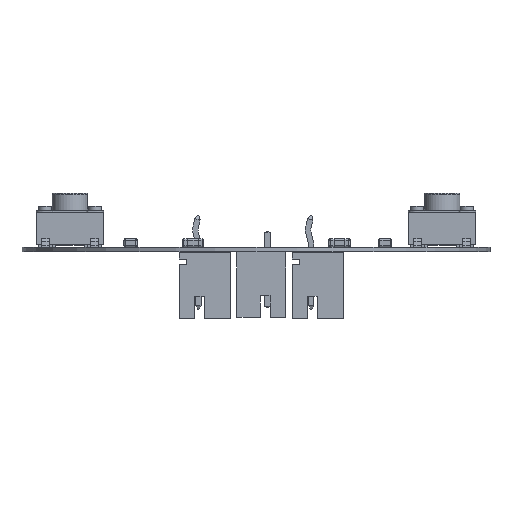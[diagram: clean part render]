
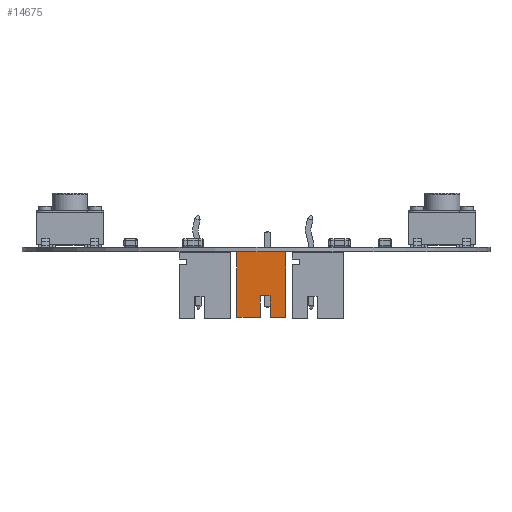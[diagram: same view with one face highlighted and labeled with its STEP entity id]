
A CAD part, front view. The second image highlights one B-rep face of the part: STEP entity #14675.
In plain terms, the highlighted face is planar.
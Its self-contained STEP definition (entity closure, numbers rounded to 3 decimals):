
#13183 = PLANE('',#13184);
#13184 = AXIS2_PLACEMENT_3D('',#13185,#13186,#13187);
#13185 = CARTESIAN_POINT('',(3.,0.,-2.25));
#13186 = DIRECTION('',(0.,-1.,0.));
#13187 = DIRECTION('',(0.,0.,-1.));
#13291 = EDGE_CURVE('',#13292,#13294,#13296,.T.);
#13292 = VERTEX_POINT('',#13293);
#13293 = CARTESIAN_POINT('',(3.,0.,2.25));
#13294 = VERTEX_POINT('',#13295);
#13295 = CARTESIAN_POINT('',(3.,0.,-2.25));
#13296 = SURFACE_CURVE('',#13297,(#13301,#13308),.PCURVE_S1.);
#13297 = LINE('',#13298,#13299);
#13298 = CARTESIAN_POINT('',(3.,0.,-2.25));
#13299 = VECTOR('',#13300,1.);
#13300 = DIRECTION('',(0.,0.,-1.));
#13301 = PCURVE('',#13183,#13302);
#13302 = DEFINITIONAL_REPRESENTATION('',(#13303),#13307);
#13303 = LINE('',#13304,#13305);
#13304 = CARTESIAN_POINT('',(0.,0.));
#13305 = VECTOR('',#13306,1.);
#13306 = DIRECTION('',(1.,0.));
#13307 = ( GEOMETRIC_REPRESENTATION_CONTEXT(2) 
PARAMETRIC_REPRESENTATION_CONTEXT() REPRESENTATION_CONTEXT('2D SPACE',''
  ) );
#13308 = PCURVE('',#13309,#13314);
#13309 = PLANE('',#13310);
#13310 = AXIS2_PLACEMENT_3D('',#13311,#13312,#13313);
#13311 = CARTESIAN_POINT('',(3.,6.,-2.25));
#13312 = DIRECTION('',(-1.,0.,0.));
#13313 = DIRECTION('',(0.,0.,1.));
#13314 = DEFINITIONAL_REPRESENTATION('',(#13315),#13319);
#13315 = LINE('',#13316,#13317);
#13316 = CARTESIAN_POINT('',(0.,-6.));
#13317 = VECTOR('',#13318,1.);
#13318 = DIRECTION('',(-1.,0.));
#13319 = ( GEOMETRIC_REPRESENTATION_CONTEXT(2) 
PARAMETRIC_REPRESENTATION_CONTEXT() REPRESENTATION_CONTEXT('2D SPACE',''
  ) );
#13337 = PLANE('',#13338);
#13338 = AXIS2_PLACEMENT_3D('',#13339,#13340,#13341);
#13339 = CARTESIAN_POINT('',(3.,6.,2.25));
#13340 = DIRECTION('',(0.,0.,-1.));
#13341 = DIRECTION('',(-1.,0.,0.));
#13391 = PLANE('',#13392);
#13392 = AXIS2_PLACEMENT_3D('',#13393,#13394,#13395);
#13393 = CARTESIAN_POINT('',(3.,6.,-2.25));
#13394 = DIRECTION('',(0.,0.,1.));
#13395 = DIRECTION('',(1.,0.,0.));
#14337 = PLANE('',#14338);
#14338 = AXIS2_PLACEMENT_3D('',#14339,#14340,#14341);
#14339 = CARTESIAN_POINT('',(3.,6.,-2.25));
#14340 = DIRECTION('',(0.,-1.,0.));
#14341 = DIRECTION('',(0.,0.,-1.));
#14454 = VERTEX_POINT('',#14455);
#14455 = CARTESIAN_POINT('',(3.,6.,-0.09));
#14469 = PLANE('',#14470);
#14470 = AXIS2_PLACEMENT_3D('',#14471,#14472,#14473);
#14471 = CARTESIAN_POINT('',(-5.153,6.,-0.09));
#14472 = DIRECTION('',(0.,0.,-1.));
#14473 = DIRECTION('',(0.,1.,0.));
#14481 = EDGE_CURVE('',#14454,#14482,#14484,.T.);
#14482 = VERTEX_POINT('',#14483);
#14483 = CARTESIAN_POINT('',(3.,6.,-2.25));
#14484 = SURFACE_CURVE('',#14485,(#14489,#14496),.PCURVE_S1.);
#14485 = LINE('',#14486,#14487);
#14486 = CARTESIAN_POINT('',(3.,6.,-2.25));
#14487 = VECTOR('',#14488,1.);
#14488 = DIRECTION('',(0.,0.,-1.));
#14489 = PCURVE('',#14337,#14490);
#14490 = DEFINITIONAL_REPRESENTATION('',(#14491),#14495);
#14491 = LINE('',#14492,#14493);
#14492 = CARTESIAN_POINT('',(0.,0.));
#14493 = VECTOR('',#14494,1.);
#14494 = DIRECTION('',(1.,0.));
#14495 = ( GEOMETRIC_REPRESENTATION_CONTEXT(2) 
PARAMETRIC_REPRESENTATION_CONTEXT() REPRESENTATION_CONTEXT('2D SPACE',''
  ) );
#14496 = PCURVE('',#13309,#14497);
#14497 = DEFINITIONAL_REPRESENTATION('',(#14498),#14502);
#14498 = LINE('',#14499,#14500);
#14499 = CARTESIAN_POINT('',(0.,0.));
#14500 = VECTOR('',#14501,1.);
#14501 = DIRECTION('',(-1.,0.));
#14502 = ( GEOMETRIC_REPRESENTATION_CONTEXT(2) 
PARAMETRIC_REPRESENTATION_CONTEXT() REPRESENTATION_CONTEXT('2D SPACE',''
  ) );
#14539 = PLANE('',#14540);
#14540 = AXIS2_PLACEMENT_3D('',#14541,#14542,#14543);
#14541 = CARTESIAN_POINT('',(3.,6.,-2.25));
#14542 = DIRECTION('',(0.,-1.,0.));
#14543 = DIRECTION('',(0.,0.,-1.));
#14582 = VERTEX_POINT('',#14583);
#14583 = CARTESIAN_POINT('',(3.,6.,2.25));
#14604 = EDGE_CURVE('',#14582,#14605,#14607,.T.);
#14605 = VERTEX_POINT('',#14606);
#14606 = CARTESIAN_POINT('',(3.,6.,0.8));
#14607 = SURFACE_CURVE('',#14608,(#14612,#14619),.PCURVE_S1.);
#14608 = LINE('',#14609,#14610);
#14609 = CARTESIAN_POINT('',(3.,6.,-2.25));
#14610 = VECTOR('',#14611,1.);
#14611 = DIRECTION('',(0.,0.,-1.));
#14612 = PCURVE('',#14539,#14613);
#14613 = DEFINITIONAL_REPRESENTATION('',(#14614),#14618);
#14614 = LINE('',#14615,#14616);
#14615 = CARTESIAN_POINT('',(0.,0.));
#14616 = VECTOR('',#14617,1.);
#14617 = DIRECTION('',(1.,0.));
#14618 = ( GEOMETRIC_REPRESENTATION_CONTEXT(2) 
PARAMETRIC_REPRESENTATION_CONTEXT() REPRESENTATION_CONTEXT('2D SPACE',''
  ) );
#14619 = PCURVE('',#13309,#14620);
#14620 = DEFINITIONAL_REPRESENTATION('',(#14621),#14625);
#14621 = LINE('',#14622,#14623);
#14622 = CARTESIAN_POINT('',(0.,0.));
#14623 = VECTOR('',#14624,1.);
#14624 = DIRECTION('',(-1.,0.));
#14625 = ( GEOMETRIC_REPRESENTATION_CONTEXT(2) 
PARAMETRIC_REPRESENTATION_CONTEXT() REPRESENTATION_CONTEXT('2D SPACE',''
  ) );
#14643 = PLANE('',#14644);
#14644 = AXIS2_PLACEMENT_3D('',#14645,#14646,#14647);
#14645 = CARTESIAN_POINT('',(-5.153,6.,0.8));
#14646 = DIRECTION('',(0.,0.,1.));
#14647 = DIRECTION('',(0.,-1.,0.));
#14675 = ADVANCED_FACE('',(#14676),#13309,.F.);
#14676 = FACE_BOUND('',#14677,.T.);
#14677 = EDGE_LOOP('',(#14678,#14679,#14702,#14730,#14751,#14752,#14773,
    #14774));
#14678 = ORIENTED_EDGE('',*,*,#14481,.F.);
#14679 = ORIENTED_EDGE('',*,*,#14680,.T.);
#14680 = EDGE_CURVE('',#14454,#14681,#14683,.T.);
#14681 = VERTEX_POINT('',#14682);
#14682 = CARTESIAN_POINT('',(3.,4.04,-0.09));
#14683 = SURFACE_CURVE('',#14684,(#14688,#14695),.PCURVE_S1.);
#14684 = LINE('',#14685,#14686);
#14685 = CARTESIAN_POINT('',(3.,6.,-0.09));
#14686 = VECTOR('',#14687,1.);
#14687 = DIRECTION('',(0.,-1.,0.));
#14688 = PCURVE('',#13309,#14689);
#14689 = DEFINITIONAL_REPRESENTATION('',(#14690),#14694);
#14690 = LINE('',#14691,#14692);
#14691 = CARTESIAN_POINT('',(2.16,0.));
#14692 = VECTOR('',#14693,1.);
#14693 = DIRECTION('',(0.,-1.));
#14694 = ( GEOMETRIC_REPRESENTATION_CONTEXT(2) 
PARAMETRIC_REPRESENTATION_CONTEXT() REPRESENTATION_CONTEXT('2D SPACE',''
  ) );
#14695 = PCURVE('',#14469,#14696);
#14696 = DEFINITIONAL_REPRESENTATION('',(#14697),#14701);
#14697 = LINE('',#14698,#14699);
#14698 = CARTESIAN_POINT('',(0.,8.153));
#14699 = VECTOR('',#14700,1.);
#14700 = DIRECTION('',(-1.,0.));
#14701 = ( GEOMETRIC_REPRESENTATION_CONTEXT(2) 
PARAMETRIC_REPRESENTATION_CONTEXT() REPRESENTATION_CONTEXT('2D SPACE',''
  ) );
#14702 = ORIENTED_EDGE('',*,*,#14703,.T.);
#14703 = EDGE_CURVE('',#14681,#14704,#14706,.T.);
#14704 = VERTEX_POINT('',#14705);
#14705 = CARTESIAN_POINT('',(3.,4.04,0.8));
#14706 = SURFACE_CURVE('',#14707,(#14711,#14718),.PCURVE_S1.);
#14707 = LINE('',#14708,#14709);
#14708 = CARTESIAN_POINT('',(3.,4.04,0.8));
#14709 = VECTOR('',#14710,1.);
#14710 = DIRECTION('',(0.,0.,1.));
#14711 = PCURVE('',#13309,#14712);
#14712 = DEFINITIONAL_REPRESENTATION('',(#14713),#14717);
#14713 = LINE('',#14714,#14715);
#14714 = CARTESIAN_POINT('',(3.05,-1.96));
#14715 = VECTOR('',#14716,1.);
#14716 = DIRECTION('',(1.,0.));
#14717 = ( GEOMETRIC_REPRESENTATION_CONTEXT(2) 
PARAMETRIC_REPRESENTATION_CONTEXT() REPRESENTATION_CONTEXT('2D SPACE',''
  ) );
#14718 = PCURVE('',#14719,#14724);
#14719 = PLANE('',#14720);
#14720 = AXIS2_PLACEMENT_3D('',#14721,#14722,#14723);
#14721 = CARTESIAN_POINT('',(-5.153,4.04,0.8));
#14722 = DIRECTION('',(0.,-1.,0.));
#14723 = DIRECTION('',(0.,0.,-1.));
#14724 = DEFINITIONAL_REPRESENTATION('',(#14725),#14729);
#14725 = LINE('',#14726,#14727);
#14726 = CARTESIAN_POINT('',(0.,8.153));
#14727 = VECTOR('',#14728,1.);
#14728 = DIRECTION('',(-1.,0.));
#14729 = ( GEOMETRIC_REPRESENTATION_CONTEXT(2) 
PARAMETRIC_REPRESENTATION_CONTEXT() REPRESENTATION_CONTEXT('2D SPACE',''
  ) );
#14730 = ORIENTED_EDGE('',*,*,#14731,.T.);
#14731 = EDGE_CURVE('',#14704,#14605,#14732,.T.);
#14732 = SURFACE_CURVE('',#14733,(#14737,#14744),.PCURVE_S1.);
#14733 = LINE('',#14734,#14735);
#14734 = CARTESIAN_POINT('',(3.,6.,0.8));
#14735 = VECTOR('',#14736,1.);
#14736 = DIRECTION('',(0.,1.,0.));
#14737 = PCURVE('',#13309,#14738);
#14738 = DEFINITIONAL_REPRESENTATION('',(#14739),#14743);
#14739 = LINE('',#14740,#14741);
#14740 = CARTESIAN_POINT('',(3.05,0.));
#14741 = VECTOR('',#14742,1.);
#14742 = DIRECTION('',(0.,1.));
#14743 = ( GEOMETRIC_REPRESENTATION_CONTEXT(2) 
PARAMETRIC_REPRESENTATION_CONTEXT() REPRESENTATION_CONTEXT('2D SPACE',''
  ) );
#14744 = PCURVE('',#14643,#14745);
#14745 = DEFINITIONAL_REPRESENTATION('',(#14746),#14750);
#14746 = LINE('',#14747,#14748);
#14747 = CARTESIAN_POINT('',(0.,8.153));
#14748 = VECTOR('',#14749,1.);
#14749 = DIRECTION('',(-1.,0.));
#14750 = ( GEOMETRIC_REPRESENTATION_CONTEXT(2) 
PARAMETRIC_REPRESENTATION_CONTEXT() REPRESENTATION_CONTEXT('2D SPACE',''
  ) );
#14751 = ORIENTED_EDGE('',*,*,#14604,.F.);
#14752 = ORIENTED_EDGE('',*,*,#14753,.T.);
#14753 = EDGE_CURVE('',#14582,#13292,#14754,.T.);
#14754 = SURFACE_CURVE('',#14755,(#14759,#14766),.PCURVE_S1.);
#14755 = LINE('',#14756,#14757);
#14756 = CARTESIAN_POINT('',(3.,6.,2.25));
#14757 = VECTOR('',#14758,1.);
#14758 = DIRECTION('',(0.,-1.,0.));
#14759 = PCURVE('',#13309,#14760);
#14760 = DEFINITIONAL_REPRESENTATION('',(#14761),#14765);
#14761 = LINE('',#14762,#14763);
#14762 = CARTESIAN_POINT('',(4.5,0.));
#14763 = VECTOR('',#14764,1.);
#14764 = DIRECTION('',(0.,-1.));
#14765 = ( GEOMETRIC_REPRESENTATION_CONTEXT(2) 
PARAMETRIC_REPRESENTATION_CONTEXT() REPRESENTATION_CONTEXT('2D SPACE',''
  ) );
#14766 = PCURVE('',#13337,#14767);
#14767 = DEFINITIONAL_REPRESENTATION('',(#14768),#14772);
#14768 = LINE('',#14769,#14770);
#14769 = CARTESIAN_POINT('',(0.,0.));
#14770 = VECTOR('',#14771,1.);
#14771 = DIRECTION('',(0.,-1.));
#14772 = ( GEOMETRIC_REPRESENTATION_CONTEXT(2) 
PARAMETRIC_REPRESENTATION_CONTEXT() REPRESENTATION_CONTEXT('2D SPACE',''
  ) );
#14773 = ORIENTED_EDGE('',*,*,#13291,.T.);
#14774 = ORIENTED_EDGE('',*,*,#14775,.F.);
#14775 = EDGE_CURVE('',#14482,#13294,#14776,.T.);
#14776 = SURFACE_CURVE('',#14777,(#14781,#14788),.PCURVE_S1.);
#14777 = LINE('',#14778,#14779);
#14778 = CARTESIAN_POINT('',(3.,6.,-2.25));
#14779 = VECTOR('',#14780,1.);
#14780 = DIRECTION('',(0.,-1.,0.));
#14781 = PCURVE('',#13309,#14782);
#14782 = DEFINITIONAL_REPRESENTATION('',(#14783),#14787);
#14783 = LINE('',#14784,#14785);
#14784 = CARTESIAN_POINT('',(0.,0.));
#14785 = VECTOR('',#14786,1.);
#14786 = DIRECTION('',(0.,-1.));
#14787 = ( GEOMETRIC_REPRESENTATION_CONTEXT(2) 
PARAMETRIC_REPRESENTATION_CONTEXT() REPRESENTATION_CONTEXT('2D SPACE',''
  ) );
#14788 = PCURVE('',#13391,#14789);
#14789 = DEFINITIONAL_REPRESENTATION('',(#14790),#14794);
#14790 = LINE('',#14791,#14792);
#14791 = CARTESIAN_POINT('',(0.,0.));
#14792 = VECTOR('',#14793,1.);
#14793 = DIRECTION('',(0.,-1.));
#14794 = ( GEOMETRIC_REPRESENTATION_CONTEXT(2) 
PARAMETRIC_REPRESENTATION_CONTEXT() REPRESENTATION_CONTEXT('2D SPACE',''
  ) );
